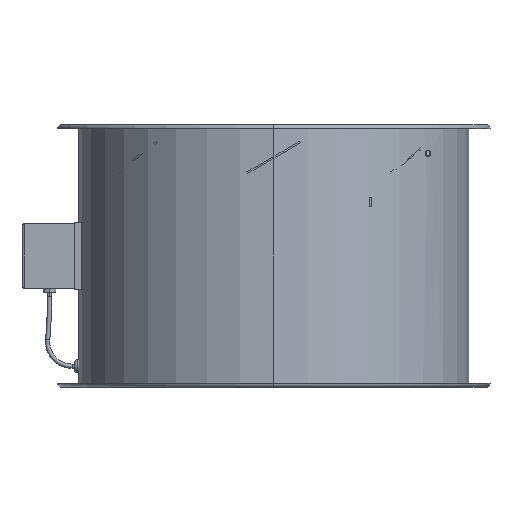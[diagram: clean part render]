
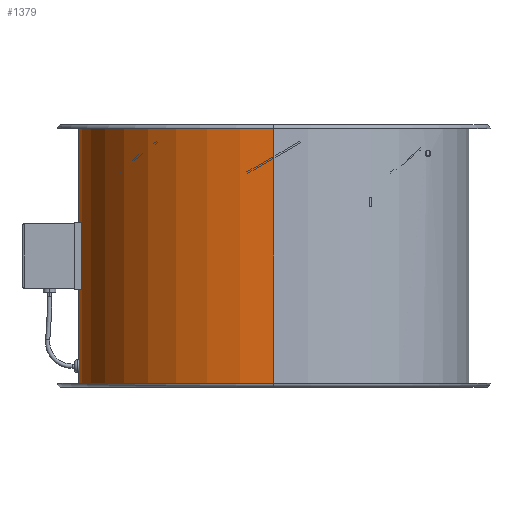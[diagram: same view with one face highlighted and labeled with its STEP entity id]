
A CAD part, left-side view. The second image highlights one B-rep face of the part: STEP entity #1379.
In plain terms, the highlighted cylindrical face has radius 230 mm (diameter 460 mm), a partial arc.
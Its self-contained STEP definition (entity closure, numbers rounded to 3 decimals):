
#1357 = EDGE_CURVE ( 'NONE', #1438, #1373, #4741, .T. ) ;
#1358 = ORIENTED_EDGE ( 'NONE', *, *, #1359, .F. ) ;
#1359 = EDGE_CURVE ( 'NONE', #1376, #1373, #4737, .T. ) ;
#1360 = ORIENTED_EDGE ( 'NONE', *, *, #1361, .F. ) ;
#1361 = EDGE_CURVE ( 'NONE', #1437, #1376, #4732, .T. ) ;
#1373 = VERTEX_POINT ( 'NONE', #4765 ) ;
#1376 = VERTEX_POINT ( 'NONE', #4759 ) ;
#1379 = ADVANCED_FACE ( 'NONE', ( #4758 ), #4750, .T. ) ;
#1380 = EDGE_LOOP ( 'NONE', ( #1381, #1439, #1358, #1360 ) ) ;
#1381 = ORIENTED_EDGE ( 'NONE', *, *, #1436, .T. ) ;
#1436 = EDGE_CURVE ( 'NONE', #1437, #1438, #4880, .T. ) ;
#1437 = VERTEX_POINT ( 'NONE', #4875 ) ;
#1438 = VERTEX_POINT ( 'NONE', #4874 ) ;
#1439 = ORIENTED_EDGE ( 'NONE', *, *, #1357, .T. ) ;
#4729 = DIRECTION ( 'NONE',  ( 0., 0., 1. ) ) ;
#4730 = VECTOR ( 'NONE', #4729, 1000. ) ;
#4731 = CARTESIAN_POINT ( 'NONE',  ( 230., 0., 42.986 ) ) ;
#4732 = LINE ( 'NONE', #4731, #4730 ) ;
#4733 = DIRECTION ( 'NONE',  ( 1., 0., 0. ) ) ;
#4734 = DIRECTION ( 'NONE',  ( 0., 0., 1. ) ) ;
#4735 = CARTESIAN_POINT ( 'NONE',  ( 0., 0., -5. ) ) ;
#4736 = AXIS2_PLACEMENT_3D ( 'NONE', #4735, #4734, #4733 ) ;
#4737 = CIRCLE ( 'NONE', #4736, 230. ) ;
#4738 = DIRECTION ( 'NONE',  ( 0., 0., 1. ) ) ;
#4739 = VECTOR ( 'NONE', #4738, 1000. ) ;
#4740 = CARTESIAN_POINT ( 'NONE',  ( -230., 0., 42.986 ) ) ;
#4741 = LINE ( 'NONE', #4740, #4739 ) ;
#4747 = DIRECTION ( 'NONE',  ( 1., 0., 0. ) ) ;
#4748 = DIRECTION ( 'NONE',  ( 0., 0., 1. ) ) ;
#4749 = AXIS2_PLACEMENT_3D ( 'NONE', #4752, #4748, #4747 ) ;
#4750 = CYLINDRICAL_SURFACE ( 'NONE', #4749, 230. ) ;
#4752 = CARTESIAN_POINT ( 'NONE',  ( 0., 0., 42.986 ) ) ;
#4758 = FACE_OUTER_BOUND ( 'NONE', #1380, .T. ) ;
#4759 = CARTESIAN_POINT ( 'NONE',  ( 230., 0., -5. ) ) ;
#4765 = CARTESIAN_POINT ( 'NONE',  ( -230., 0., -5. ) ) ;
#4874 = CARTESIAN_POINT ( 'NONE',  ( -230., 0., -305. ) ) ;
#4875 = CARTESIAN_POINT ( 'NONE',  ( 230., 0., -305. ) ) ;
#4876 = DIRECTION ( 'NONE',  ( 1., 0., 0. ) ) ;
#4877 = DIRECTION ( 'NONE',  ( 0., 0., 1. ) ) ;
#4878 = CARTESIAN_POINT ( 'NONE',  ( 0., 0., -305. ) ) ;
#4879 = AXIS2_PLACEMENT_3D ( 'NONE', #4878, #4877, #4876 ) ;
#4880 = CIRCLE ( 'NONE', #4879, 230. ) ;
